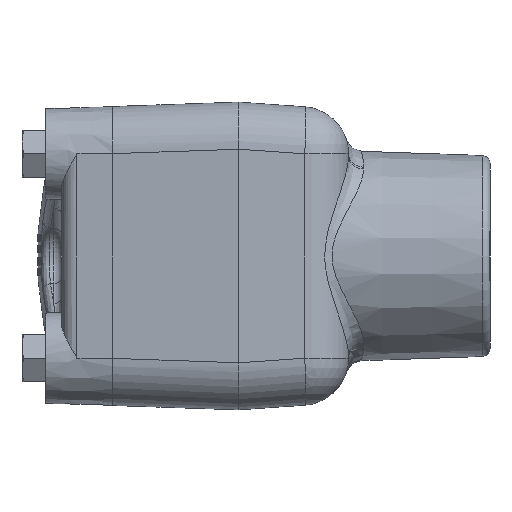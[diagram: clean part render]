
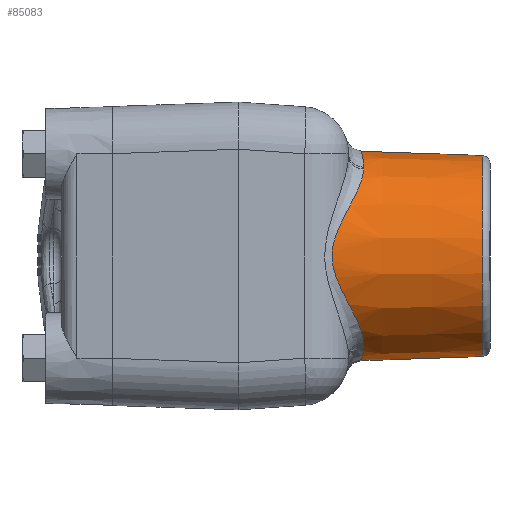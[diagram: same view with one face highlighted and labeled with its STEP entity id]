
A CAD part, left-side view. The second image highlights one B-rep face of the part: STEP entity #85083.
In plain terms, the highlighted conical face has half-angle 2 degrees and reference radius 20.244 mm.
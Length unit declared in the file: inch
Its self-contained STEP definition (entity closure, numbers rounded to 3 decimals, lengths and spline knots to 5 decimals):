
#2083=B_SPLINE_CURVE_WITH_KNOTS('',3,(#117832,#117833,#117834,#117835,#117836,
#117837,#117838,#117839,#117840,#117841,#117842,#117843,#117844,#117845),
 .UNSPECIFIED.,.F.,.F.,(4,1,1,1,1,1,1,1,1,1,1,4),(-4.99722,-4.28333,
-3.56944,-3.2125,-2.85556,-2.37963,
-2.14167,-1.9037,-1.66574,-1.42778,
-0.71389,0.),.UNSPECIFIED.);
#2084=B_SPLINE_CURVE_WITH_KNOTS('',3,(#117847,#117848,#117849,#117850,#117851,
#117852),.UNSPECIFIED.,.F.,.F.,(4,1,1,4),(-1.35444,-1.16094,
-0.77396,0.),.UNSPECIFIED.);
#2085=B_SPLINE_CURVE_WITH_KNOTS('',3,(#117858,#117859,#117860,#117861,#117862),
 .UNSPECIFIED.,.F.,.F.,(4,1,4),(-2.70886,-1.9349,-1.35444),
 .UNSPECIFIED.);
#2086=B_SPLINE_CURVE_WITH_KNOTS('',3,(#117863,#117864,#117865,#117866,#117867,
#117868,#117869),.UNSPECIFIED.,.F.,.F.,(4,1,1,1,4),(-2.70886,-1.9349,
-1.16094,-0.38698,0.),
 .UNSPECIFIED.);
#9503=FACE_OUTER_BOUND('',#14430,.T.);
#14430=EDGE_LOOP('',(#60364,#60365,#60366,#60367,#60368,#60369,#60370,#60371,
#60372,#60373,#60374));
#20046=LINE('',#117854,#27917);
#27917=VECTOR('',#95865,0.797);
#35154=CIRCLE('',#90051,0.83207);
#35156=CIRCLE('',#90055,0.83207);
#35160=CIRCLE('',#90060,0.83207);
#35163=CIRCLE('',#90067,0.79911);
#35164=CIRCLE('',#90068,0.79911);
#37243=VERTEX_POINT('',#117759);
#37245=VERTEX_POINT('',#117763);
#37249=VERTEX_POINT('',#117774);
#37250=VERTEX_POINT('',#117776);
#37253=VERTEX_POINT('',#117783);
#37254=VERTEX_POINT('',#117785);
#37260=VERTEX_POINT('',#117846);
#37261=VERTEX_POINT('',#117853);
#37262=VERTEX_POINT('',#117855);
#46260=EDGE_CURVE('',#37245,#37243,#35154,.T.);
#46265=EDGE_CURVE('',#37249,#37250,#35156,.T.);
#46269=EDGE_CURVE('',#37253,#37254,#35160,.T.);
#46279=EDGE_CURVE('',#37250,#37245,#2083,.T.);
#46280=EDGE_CURVE('',#37260,#37249,#2084,.T.);
#46281=EDGE_CURVE('',#37260,#37261,#20046,.T.);
#46282=EDGE_CURVE('',#37262,#37261,#35163,.T.);
#46283=EDGE_CURVE('',#37261,#37262,#35164,.T.);
#46284=EDGE_CURVE('',#37254,#37260,#2085,.T.);
#46285=EDGE_CURVE('',#37243,#37253,#2086,.T.);
#60364=ORIENTED_EDGE('',*,*,#46279,.F.);
#60365=ORIENTED_EDGE('',*,*,#46265,.F.);
#60366=ORIENTED_EDGE('',*,*,#46280,.F.);
#60367=ORIENTED_EDGE('',*,*,#46281,.T.);
#60368=ORIENTED_EDGE('',*,*,#46282,.F.);
#60369=ORIENTED_EDGE('',*,*,#46283,.F.);
#60370=ORIENTED_EDGE('',*,*,#46281,.F.);
#60371=ORIENTED_EDGE('',*,*,#46284,.F.);
#60372=ORIENTED_EDGE('',*,*,#46269,.F.);
#60373=ORIENTED_EDGE('',*,*,#46285,.F.);
#60374=ORIENTED_EDGE('',*,*,#46260,.F.);
#84687=CONICAL_SURFACE('',#90066,0.797,0.035);
#85083=ADVANCED_FACE('',(#9503),#84687,.T.);
#90051=AXIS2_PLACEMENT_3D('',#117765,#95826,#95827);
#90055=AXIS2_PLACEMENT_3D('',#117777,#95837,#95838);
#90060=AXIS2_PLACEMENT_3D('',#117786,#95847,#95848);
#90066=AXIS2_PLACEMENT_3D('',#117831,#95863,#95864);
#90067=AXIS2_PLACEMENT_3D('',#117856,#95866,#95867);
#90068=AXIS2_PLACEMENT_3D('',#117857,#95868,#95869);
#95826=DIRECTION('center_axis',(0.,1.,0.));
#95827=DIRECTION('ref_axis',(-0.447,0.,0.895));
#95837=DIRECTION('center_axis',(0.,1.,0.));
#95838=DIRECTION('ref_axis',(-0.447,0.,-0.895));
#95847=DIRECTION('center_axis',(0.,1.,0.));
#95848=DIRECTION('ref_axis',(1.,0.,0.));
#95863=DIRECTION('center_axis',(0.,1.,0.));
#95864=DIRECTION('ref_axis',(0.,0.,1.));
#95865=DIRECTION('',(0.,-0.999,0.035));
#95866=DIRECTION('center_axis',(0.,-1.,0.));
#95867=DIRECTION('ref_axis',(0.,0.,-1.));
#95868=DIRECTION('center_axis',(0.,-1.,0.));
#95869=DIRECTION('ref_axis',(0.,0.,-1.));
#117759=CARTESIAN_POINT('',(-1.72071,-0.12064,0.70655));
#117763=CARTESIAN_POINT('',(-1.74327,-0.12064,0.69202));
#117765=CARTESIAN_POINT('Origin',(-1.28125,-0.12064,0.));
#117774=CARTESIAN_POINT('',(-1.72071,-0.12064,-0.70655));
#117776=CARTESIAN_POINT('',(-1.74327,-0.12064,-0.69202));
#117777=CARTESIAN_POINT('Origin',(-1.28125,-0.12064,0.));
#117783=CARTESIAN_POINT('',(-0.84179,-0.12064,0.70655));
#117785=CARTESIAN_POINT('',(-0.84179,-0.12064,-0.70655));
#117786=CARTESIAN_POINT('Origin',(-1.28125,-0.12064,0.));
#117831=CARTESIAN_POINT('Origin',(-1.28125,-1.125,0.));
#117832=CARTESIAN_POINT('Ctrl Pts',(-1.74327,-0.12064,
-0.69202));
#117833=CARTESIAN_POINT('Ctrl Pts',(-1.81101,-0.12064,
-0.64679));
#117834=CARTESIAN_POINT('Ctrl Pts',(-1.93225,-0.08468,
-0.53771));
#117835=CARTESIAN_POINT('Ctrl Pts',(-2.03468,0.00216,
-0.37636));
#117836=CARTESIAN_POINT('Ctrl Pts',(-2.0891,0.07274,
-0.23522));
#117837=CARTESIAN_POINT('Ctrl Pts',(-2.11861,0.12365,
-0.10955));
#117838=CARTESIAN_POINT('Ctrl Pts',(-2.12542,0.13868,
0.01414));
#117839=CARTESIAN_POINT('Ctrl Pts',(-2.11401,0.11567,
0.12136));
#117840=CARTESIAN_POINT('Ctrl Pts',(-2.09821,0.08841,
0.19772));
#117841=CARTESIAN_POINT('Ctrl Pts',(-2.07577,0.05513,
0.27068));
#117842=CARTESIAN_POINT('Ctrl Pts',(-2.02787,-0.0037,
0.38705));
#117843=CARTESIAN_POINT('Ctrl Pts',(-1.93225,-0.08464,
0.53774));
#117844=CARTESIAN_POINT('Ctrl Pts',(-1.81101,-0.12064,
0.64679));
#117845=CARTESIAN_POINT('Ctrl Pts',(-1.74327,-0.12064,
0.69202));
#117846=CARTESIAN_POINT('',(-1.28125,-0.09912,-0.83282));
#117847=CARTESIAN_POINT('Ctrl Pts',(-1.28125,-0.09922,
-0.8328));
#117848=CARTESIAN_POINT('Ctrl Pts',(-1.30333,-0.09916,
-0.83281));
#117849=CARTESIAN_POINT('Ctrl Pts',(-1.36956,-0.09987,
-0.83019));
#117850=CARTESIAN_POINT('Ctrl Pts',(-1.52252,-0.10855,
-0.80531));
#117851=CARTESIAN_POINT('Ctrl Pts',(-1.64572,-0.12064,
-0.7532));
#117852=CARTESIAN_POINT('Ctrl Pts',(-1.72071,-0.12064,
-0.70655));
#117853=CARTESIAN_POINT('',(-1.28125,-1.06468,-0.79911));
#117854=CARTESIAN_POINT('',(-1.28125,-1.125,-0.797));
#117855=CARTESIAN_POINT('',(-1.28125,-1.06468,0.79911));
#117856=CARTESIAN_POINT('Origin',(-1.28125,-1.06468,0.));
#117857=CARTESIAN_POINT('Origin',(-1.28125,-1.06468,0.));
#117858=CARTESIAN_POINT('Ctrl Pts',(-0.84179,-0.12064,
-0.70655));
#117859=CARTESIAN_POINT('Ctrl Pts',(-0.91678,-0.12064,
-0.7532));
#117860=CARTESIAN_POINT('Ctrl Pts',(-1.06047,-0.1059,
-0.81411));
#117861=CARTESIAN_POINT('Ctrl Pts',(-1.21502,-0.09938,
-0.83277));
#117862=CARTESIAN_POINT('Ctrl Pts',(-1.28125,-0.09922,
-0.8328));
#117863=CARTESIAN_POINT('Ctrl Pts',(-1.72071,-0.12064,
0.70655));
#117864=CARTESIAN_POINT('Ctrl Pts',(-1.64572,-0.12064,
0.7532));
#117865=CARTESIAN_POINT('Ctrl Pts',(-1.48154,-0.10389,
0.8228));
#117866=CARTESIAN_POINT('Ctrl Pts',(-1.21382,-0.09441,
0.84448));
#117867=CARTESIAN_POINT('Ctrl Pts',(-0.99705,-0.11408,
0.79101));
#117868=CARTESIAN_POINT('Ctrl Pts',(-0.87928,-0.12064,
0.72987));
#117869=CARTESIAN_POINT('Ctrl Pts',(-0.84179,-0.12064,
0.70655));
